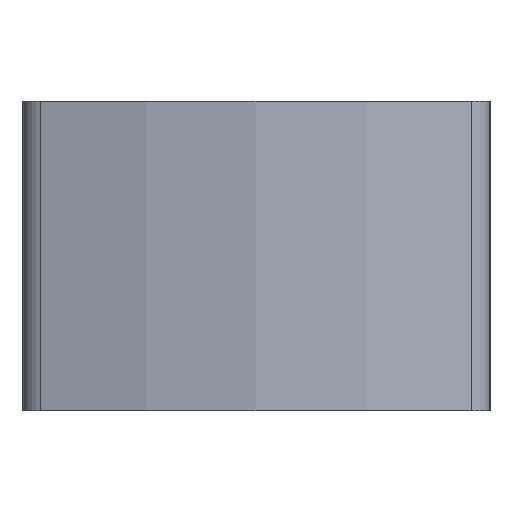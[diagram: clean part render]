
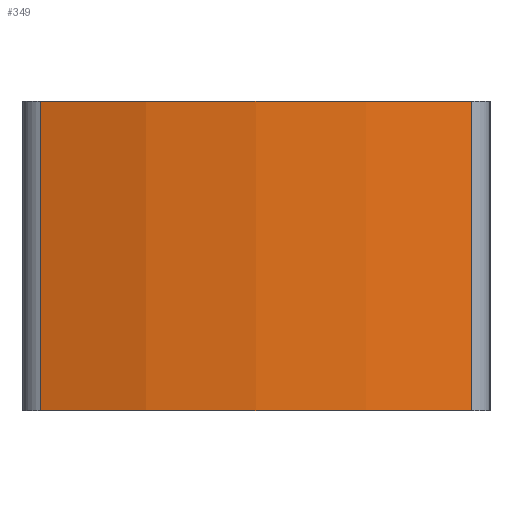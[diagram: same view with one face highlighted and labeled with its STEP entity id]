
A CAD part, left-side view. The second image highlights one B-rep face of the part: STEP entity #349.
In plain terms, the highlighted cylindrical face has radius 92.5 mm (diameter 185 mm), a partial arc.
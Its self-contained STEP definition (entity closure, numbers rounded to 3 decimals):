
#146=EDGE_CURVE('240[2]',#415,#416,#417,.T.);
#162=EDGE_CURVE('240[2]',#416,#440,#441,.T.);
#278=EDGE_CURVE('240[2]',#415,#470,#609,.T.);
#283=EDGE_CURVE('240[2]',#440,#470,#615,.T.);
#349=ADVANCED_FACE('240[2]',(#705),#706,.T.);
#415=VERTEX_POINT('',#795);
#416=VERTEX_POINT('',#796);
#417=LINE('',#797,#798);
#440=VERTEX_POINT('',#829);
#441=CIRCLE('',#830,92.5);
#470=VERTEX_POINT('',#868);
#609=CIRCLE('',#1051,92.5);
#615=LINE('',#1059,#1060);
#705=FACE_OUTER_BOUND('',#1179,.T.);
#706=CYLINDRICAL_SURFACE('',#1180,92.5);
#795=CARTESIAN_POINT('',(-87.023,-31.356,45.0));
#796=CARTESIAN_POINT('',(-87.023,-31.356,0.0));
#797=CARTESIAN_POINT('',(-87.023,-31.356,0.0));
#798=VECTOR('',#1262,10.0);
#829=CARTESIAN_POINT('',(-87.023,31.356,0.0));
#830=AXIS2_PLACEMENT_3D('',#1290,#1291,#1292);
#868=CARTESIAN_POINT('',(-87.023,31.356,45.0));
#1051=AXIS2_PLACEMENT_3D('',#1475,#1476,#1477);
#1059=CARTESIAN_POINT('',(-87.023,31.356,0.0));
#1060=VECTOR('',#1483,10.0);
#1179=EDGE_LOOP('',(#1595,#1596,#1597,#1598));
#1180=AXIS2_PLACEMENT_3D('',#1599,#1600,#1601);
#1262=DIRECTION('',(-0.0,-0.0,-1.0));
#1290=CARTESIAN_POINT('',(0.0,0.0,0.0));
#1291=DIRECTION('',(0.0,0.0,-1.0));
#1292=DIRECTION('',(0.93,-0.368,0.0));
#1475=CARTESIAN_POINT('',(0.0,0.0,45.0));
#1476=DIRECTION('',(0.0,0.0,-1.0));
#1477=DIRECTION('',(0.93,-0.368,0.0));
#1483=DIRECTION('',(0.0,0.0,1.0));
#1595=ORIENTED_EDGE('',*,*,#146,.F.);
#1596=ORIENTED_EDGE('',*,*,#278,.T.);
#1597=ORIENTED_EDGE('',*,*,#283,.F.);
#1598=ORIENTED_EDGE('',*,*,#162,.F.);
#1599=CARTESIAN_POINT('',(0.0,0.0,0.0));
#1600=DIRECTION('',(0.0,0.0,1.0));
#1601=DIRECTION('',(0.93,-0.368,0.0));
